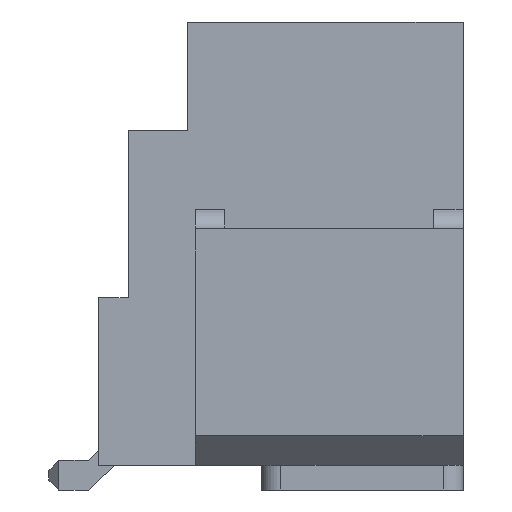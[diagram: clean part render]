
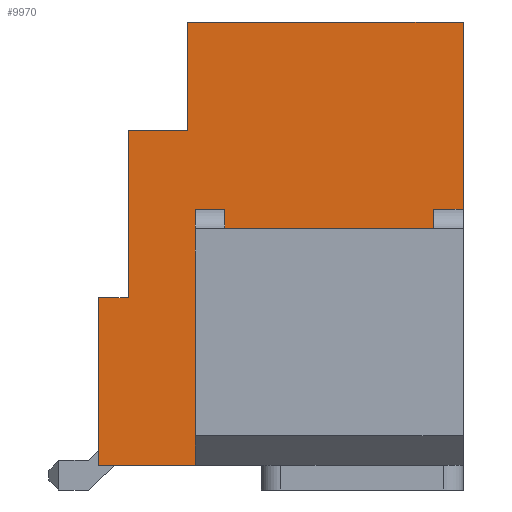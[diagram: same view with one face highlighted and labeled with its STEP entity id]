
A CAD part, left-side view. The second image highlights one B-rep face of the part: STEP entity #9970.
In plain terms, the highlighted face is planar.
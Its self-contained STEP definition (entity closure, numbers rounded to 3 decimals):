
#2256=ORIENTED_EDGE('',*,*,#4135,.T.);
#2257=ORIENTED_EDGE('',*,*,#3644,.T.);
#2258=ORIENTED_EDGE('',*,*,#4142,.F.);
#2259=ORIENTED_EDGE('',*,*,#4143,.F.);
#2260=ORIENTED_EDGE('',*,*,#4013,.F.);
#2261=ORIENTED_EDGE('',*,*,#4017,.F.);
#2262=ORIENTED_EDGE('',*,*,#4019,.F.);
#2263=ORIENTED_EDGE('',*,*,#4022,.F.);
#2264=ORIENTED_EDGE('',*,*,#4144,.F.);
#2265=ORIENTED_EDGE('',*,*,#4145,.F.);
#2266=ORIENTED_EDGE('',*,*,#4141,.T.);
#2267=ORIENTED_EDGE('',*,*,#3656,.T.);
#2268=ORIENTED_EDGE('',*,*,#4131,.F.);
#2269=ORIENTED_EDGE('',*,*,#4125,.T.);
#3644=EDGE_CURVE('',#4792,#4795,#5946,.T.);
#3656=EDGE_CURVE('',#4804,#4807,#5952,.T.);
#4013=EDGE_CURVE('',#5089,#5087,#6309,.T.);
#4017=EDGE_CURVE('',#5091,#5089,#6313,.T.);
#4019=EDGE_CURVE('',#5093,#5091,#6315,.T.);
#4022=EDGE_CURVE('',#5095,#5093,#6318,.T.);
#4125=EDGE_CURVE('',#5169,#5170,#6421,.T.);
#4131=EDGE_CURVE('',#5169,#4807,#6427,.T.);
#4135=EDGE_CURVE('',#5170,#4792,#6431,.T.);
#4141=EDGE_CURVE('',#5177,#4804,#6437,.T.);
#4142=EDGE_CURVE('',#5178,#4795,#6438,.T.);
#4143=EDGE_CURVE('',#5087,#5178,#6439,.T.);
#4144=EDGE_CURVE('',#5179,#5095,#6440,.T.);
#4145=EDGE_CURVE('',#5177,#5179,#6441,.T.);
#4792=VERTEX_POINT('',#14787);
#4795=VERTEX_POINT('',#14792);
#4804=VERTEX_POINT('',#14814);
#4807=VERTEX_POINT('',#14819);
#5087=VERTEX_POINT('',#15532);
#5089=VERTEX_POINT('',#15536);
#5091=VERTEX_POINT('',#15543);
#5093=VERTEX_POINT('',#15548);
#5095=VERTEX_POINT('',#15554);
#5169=VERTEX_POINT('',#15759);
#5170=VERTEX_POINT('',#15760);
#5177=VERTEX_POINT('',#15786);
#5178=VERTEX_POINT('',#15791);
#5179=VERTEX_POINT('',#15794);
#5946=LINE('',#14793,#7324);
#5952=LINE('',#14820,#7330);
#6309=LINE('',#15537,#7687);
#6313=LINE('',#15544,#7691);
#6315=LINE('',#15549,#7693);
#6318=LINE('',#15555,#7696);
#6421=LINE('',#15758,#7799);
#6427=LINE('',#15770,#7805);
#6431=LINE('',#15777,#7809);
#6437=LINE('',#15788,#7815);
#6438=LINE('',#15790,#7816);
#6439=LINE('',#15792,#7817);
#6440=LINE('',#15793,#7818);
#6441=LINE('',#15795,#7819);
#7324=VECTOR('',#12130,1000.);
#7330=VECTOR('',#12154,1000.);
#7687=VECTOR('',#12667,1000.);
#7691=VECTOR('',#12673,1000.);
#7693=VECTOR('',#12677,1000.);
#7696=VECTOR('',#12682,1000.);
#7799=VECTOR('',#12839,1000.);
#7805=VECTOR('',#12847,1000.);
#7809=VECTOR('',#12855,1000.);
#7815=VECTOR('',#12865,1000.);
#7816=VECTOR('',#12868,1000.);
#7817=VECTOR('',#12869,1000.);
#7818=VECTOR('',#12870,1000.);
#7819=VECTOR('',#12871,1000.);
#8404=EDGE_LOOP('',(#2256,#2257,#2258,#2259,#2260,#2261,#2262,#2263,#2264,
#2265,#2266,#2267,#2268,#2269));
#8946=FACE_BOUND('',#8404,.T.);
#9450=PLANE('',#10655);
#9970=ADVANCED_FACE('',(#8946),#9450,.F.);
#10655=AXIS2_PLACEMENT_3D('',#15789,#12866,#12867);
#12130=DIRECTION('',(0.,1.,0.));
#12154=DIRECTION('',(0.,1.,0.));
#12667=DIRECTION('',(0.,0.,1.));
#12673=DIRECTION('',(0.,1.,0.));
#12677=DIRECTION('',(0.,0.,1.));
#12682=DIRECTION('',(0.,1.,0.));
#12839=DIRECTION('',(0.,1.,0.));
#12847=DIRECTION('',(0.,0.,1.));
#12855=DIRECTION('',(0.,0.,1.));
#12865=DIRECTION('',(0.,0.,1.));
#12866=DIRECTION('',(-1.,0.,0.));
#12867=DIRECTION('',(0.,0.,1.));
#12868=DIRECTION('',(0.,0.,-1.));
#12869=DIRECTION('',(0.,1.,0.));
#12870=DIRECTION('',(0.,0.,1.));
#12871=DIRECTION('',(0.,-1.,0.));
#14787=CARTESIAN_POINT('',(7.75,1.55,0.35));
#14792=CARTESIAN_POINT('',(7.75,1.85,0.35));
#14793=CARTESIAN_POINT('',(7.75,0.,0.35));
#14814=CARTESIAN_POINT('',(7.75,-0.87,0.35));
#14819=CARTESIAN_POINT('',(7.75,-0.57,0.35));
#14820=CARTESIAN_POINT('',(7.75,0.,0.35));
#15532=CARTESIAN_POINT('',(7.75,-0.95,2.25));
#15536=CARTESIAN_POINT('',(7.75,-0.95,1.15));
#15537=CARTESIAN_POINT('',(7.75,-0.95,1.15));
#15543=CARTESIAN_POINT('',(7.75,-1.55,1.15));
#15544=CARTESIAN_POINT('',(7.75,-1.55,1.15));
#15548=CARTESIAN_POINT('',(7.75,-1.55,-0.55));
#15549=CARTESIAN_POINT('',(7.75,-1.55,-0.55));
#15554=CARTESIAN_POINT('',(7.75,-1.85,-0.55));
#15555=CARTESIAN_POINT('',(7.75,-1.85,-0.55));
#15758=CARTESIAN_POINT('',(7.75,-0.57,-0.15));
#15759=CARTESIAN_POINT('',(7.75,-0.57,-0.15));
#15760=CARTESIAN_POINT('',(7.75,1.55,-0.15));
#15770=CARTESIAN_POINT('',(7.75,-0.57,-0.15));
#15777=CARTESIAN_POINT('',(7.75,1.55,-0.15));
#15786=CARTESIAN_POINT('',(7.75,-0.87,-2.25));
#15788=CARTESIAN_POINT('',(7.75,-0.87,-2.25));
#15789=CARTESIAN_POINT('',(7.75,0.,0.));
#15790=CARTESIAN_POINT('',(7.75,1.85,2.25));
#15791=CARTESIAN_POINT('',(7.75,1.85,2.25));
#15792=CARTESIAN_POINT('',(7.75,-1.85,2.25));
#15793=CARTESIAN_POINT('',(7.75,-1.85,-2.25));
#15794=CARTESIAN_POINT('',(7.75,-1.85,-2.25));
#15795=CARTESIAN_POINT('',(7.75,1.85,-2.25));
